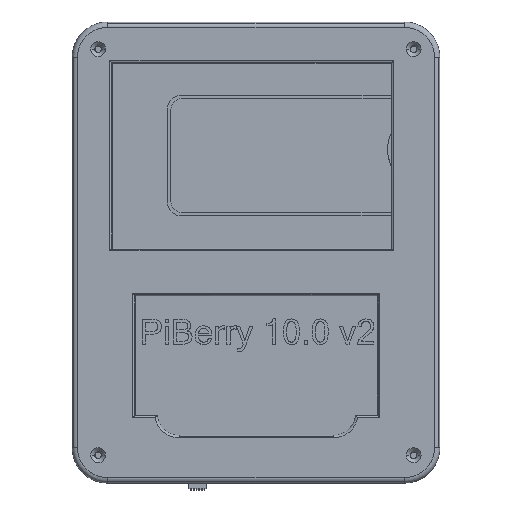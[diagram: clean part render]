
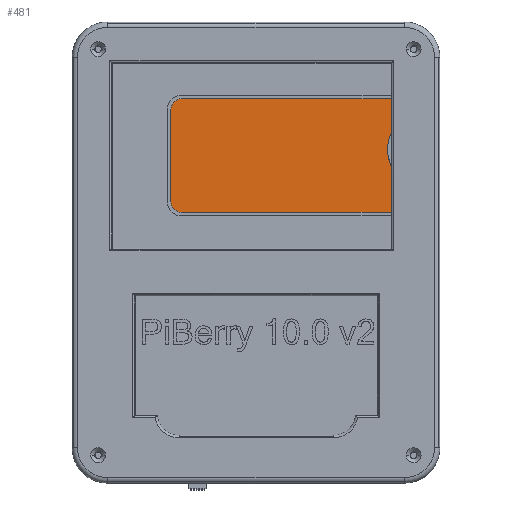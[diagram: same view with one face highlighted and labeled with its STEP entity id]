
A CAD part, top view. The second image highlights one B-rep face of the part: STEP entity #481.
In plain terms, the highlighted planar face has unit normal (0, 0, 1).
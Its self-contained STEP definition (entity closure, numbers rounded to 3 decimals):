
#481=ADVANCED_FACE('83:219',(#1387),#1388,.T.);
#1387=FACE_OUTER_BOUND('',#2565,.T.);
#1388=PLANE('',#2566);
#2565=EDGE_LOOP('',(#5848,#5849,#5850,#5851,#5852,#5853,#5854,#5855,#5856,#5857,#5858,#5859,#5860,#5861,#5862));
#2566=AXIS2_PLACEMENT_3D('',#5863,#5864,#5865);
#5848=ORIENTED_EDGE('',*,*,#8811,.T.);
#5849=ORIENTED_EDGE('',*,*,#8584,.T.);
#5850=ORIENTED_EDGE('',*,*,#8826,.T.);
#5851=ORIENTED_EDGE('',*,*,#8871,.T.);
#5852=ORIENTED_EDGE('',*,*,#8875,.F.);
#5853=ORIENTED_EDGE('',*,*,#8505,.F.);
#5854=ORIENTED_EDGE('',*,*,#8876,.T.);
#5855=ORIENTED_EDGE('',*,*,#8877,.T.);
#5856=ORIENTED_EDGE('',*,*,#8878,.T.);
#5857=ORIENTED_EDGE('',*,*,#8879,.T.);
#5858=ORIENTED_EDGE('',*,*,#8880,.T.);
#5859=ORIENTED_EDGE('',*,*,#8881,.F.);
#5860=ORIENTED_EDGE('',*,*,#8509,.F.);
#5861=ORIENTED_EDGE('',*,*,#8869,.T.);
#5862=ORIENTED_EDGE('',*,*,#8816,.T.);
#5863=CARTESIAN_POINT('',(3.01,-69.783,-11.43));
#5864=DIRECTION('',(0.0,0.0,1.0));
#5865=DIRECTION('',(1.0,0.0,0.0));
#8505=EDGE_CURVE('83:1632',#10436,#10432,#10438,.F.);
#8509=EDGE_CURVE('83:1650',#10444,#10440,#10446,.F.);
#8584=EDGE_CURVE('83:1383',#10574,#10582,#10584,.T.);
#8811=EDGE_CURVE('83:1383',#10951,#10574,#10952,.T.);
#8816=EDGE_CURVE('83:1392',#10958,#10951,#10959,.T.);
#8826=EDGE_CURVE('83:1440',#10582,#10974,#10976,.T.);
#8869=EDGE_CURVE('83:1608',#10444,#10958,#11038,.F.);
#8871=EDGE_CURVE('83:1617',#10974,#11039,#11041,.F.);
#8875=EDGE_CURVE('83:1632',#10432,#11039,#11046,.F.);
#8876=EDGE_CURVE('83:1635',#10436,#11047,#11048,.F.);
#8877=EDGE_CURVE('83:1638',#11047,#11049,#11050,.F.);
#8878=EDGE_CURVE('83:1641',#11049,#11051,#11052,.F.);
#8879=EDGE_CURVE('83:1644',#11051,#11053,#11054,.F.);
#8880=EDGE_CURVE('83:1647',#11053,#11055,#11056,.F.);
#8881=EDGE_CURVE('83:1650',#10440,#11055,#11057,.F.);
#10432=VERTEX_POINT('',#13384);
#10436=VERTEX_POINT('',#13389);
#10438=CIRCLE('',#13392,3.001);
#10440=VERTEX_POINT('',#13394);
#10444=VERTEX_POINT('',#13399);
#10446=CIRCLE('',#13402,3.);
#10574=VERTEX_POINT('',#13605);
#10582=VERTEX_POINT('',#13615);
#10584=CIRCLE('',#13618,11.044);
#10951=VERTEX_POINT('',#14177);
#10952=CIRCLE('',#14178,11.044);
#10958=VERTEX_POINT('',#14186);
#10959=LINE('',#14187,#14188);
#10974=VERTEX_POINT('',#14211);
#10976=LINE('',#14214,#14215);
#11038=LINE('',#14321,#14322);
#11039=VERTEX_POINT('',#14323);
#11041=LINE('',#14326,#14327);
#11046=CIRCLE('',#14335,3.001);
#11047=VERTEX_POINT('',#14336);
#11048=LINE('',#14337,#14338);
#11049=VERTEX_POINT('',#14339);
#11050=CIRCLE('',#14340,3.);
#11051=VERTEX_POINT('',#14341);
#11052=LINE('',#14342,#14343);
#11053=VERTEX_POINT('',#14344);
#11054=CIRCLE('',#14345,3.001);
#11055=VERTEX_POINT('',#14346);
#11056=LINE('',#14347,#14348);
#11057=CIRCLE('',#14349,3.);
#13384=CARTESIAN_POINT('',(84.666,-19.548,-11.43));
#13389=CARTESIAN_POINT('',(82.544,-18.669,-11.43));
#13392=AXIS2_PLACEMENT_3D('',#16767,#16768,#16769);
#13394=CARTESIAN_POINT('',(84.666,-49.92,-11.43));
#13399=CARTESIAN_POINT('',(85.545,-47.798,-11.43));
#13402=AXIS2_PLACEMENT_3D('',#16775,#16776,#16777);
#13605=CARTESIAN_POINT('',(83.34,-24.054,-11.43));
#13615=CARTESIAN_POINT('',(85.053,-23.054,-11.43));
#13618=AXIS2_PLACEMENT_3D('',#16925,#16926,#16927);
#14177=CARTESIAN_POINT('',(85.053,-43.052,-11.43));
#14178=AXIS2_PLACEMENT_3D('',#17270,#17271,#17272);
#14186=CARTESIAN_POINT('',(85.545,-43.052,-11.43));
#14187=CARTESIAN_POINT('',(44.582,-43.052,-11.43));
#14188=VECTOR('',#17281,1.0);
#14211=CARTESIAN_POINT('',(85.545,-23.054,-11.43));
#14214=CARTESIAN_POINT('',(44.582,-23.054,-11.43));
#14215=VECTOR('',#17291,1.0);
#14321=CARTESIAN_POINT('',(85.545,-57.979,-11.43));
#14322=VECTOR('',#17373,1.0);
#14323=CARTESIAN_POINT('',(85.545,-21.67,-11.43));
#14326=CARTESIAN_POINT('',(85.545,-57.979,-11.43));
#14327=VECTOR('',#17375,1.0);
#14335=AXIS2_PLACEMENT_3D('',#17379,#17380,#17381);
#14336=CARTESIAN_POINT('',(20.419,-18.669,-11.43));
#14337=CARTESIAN_POINT('',(18.586,-18.669,-11.43));
#14338=VECTOR('',#17382,1.0);
#14339=CARTESIAN_POINT('',(17.419,-21.669,-11.43));
#14340=AXIS2_PLACEMENT_3D('',#17383,#17384,#17385);
#14341=CARTESIAN_POINT('',(17.419,-47.797,-11.43));
#14342=CARTESIAN_POINT('',(17.419,-57.978,-11.43));
#14343=VECTOR('',#17386,1.0);
#14344=CARTESIAN_POINT('',(20.42,-50.798,-11.43));
#14345=AXIS2_PLACEMENT_3D('',#17387,#17388,#17389);
#14346=CARTESIAN_POINT('',(82.545,-50.798,-11.43));
#14347=CARTESIAN_POINT('',(26.572,-50.798,-11.43));
#14348=VECTOR('',#17390,1.0);
#14349=AXIS2_PLACEMENT_3D('',#17391,#17392,#17393);
#16767=CARTESIAN_POINT('',(82.544,-21.67,-11.43));
#16768=DIRECTION('',(0.0,-0.0,1.0));
#16769=DIRECTION('',(0.707,0.707,0.0));
#16775=CARTESIAN_POINT('',(82.545,-47.798,-11.43));
#16776=DIRECTION('',(0.0,0.0,1.0));
#16777=DIRECTION('',(0.707,-0.707,0.0));
#16925=CARTESIAN_POINT('',(89.743,-33.053,-11.43));
#16926=DIRECTION('',(-0.0,0.0,-1.0));
#16927=DIRECTION('',(-0.58,0.815,0.0));
#17270=CARTESIAN_POINT('',(89.743,-33.053,-11.43));
#17271=DIRECTION('',(-0.0,0.0,-1.0));
#17272=DIRECTION('',(-0.58,0.815,0.0));
#17281=DIRECTION('',(-1.0,0.0,0.0));
#17291=DIRECTION('',(1.0,0.0,0.0));
#17373=DIRECTION('',(0.0,-1.0,0.0));
#17375=DIRECTION('',(0.0,-1.0,0.0));
#17379=CARTESIAN_POINT('',(82.544,-21.67,-11.43));
#17380=DIRECTION('',(0.0,-0.0,1.0));
#17381=DIRECTION('',(0.707,0.707,0.0));
#17382=DIRECTION('',(1.0,0.0,0.0));
#17383=CARTESIAN_POINT('',(20.419,-21.669,-11.43));
#17384=DIRECTION('',(-0.0,0.0,-1.0));
#17385=DIRECTION('',(-1.0,0.0,0.0));
#17386=DIRECTION('',(0.,1.0,0.0));
#17387=CARTESIAN_POINT('',(20.42,-47.797,-11.43));
#17388=DIRECTION('',(-0.0,0.0,-1.0));
#17389=DIRECTION('',(-1.0,0.0,0.0));
#17390=DIRECTION('',(-1.0,0.0,0.0));
#17391=CARTESIAN_POINT('',(82.545,-47.798,-11.43));
#17392=DIRECTION('',(0.0,0.0,1.0));
#17393=DIRECTION('',(0.707,-0.707,0.0));
